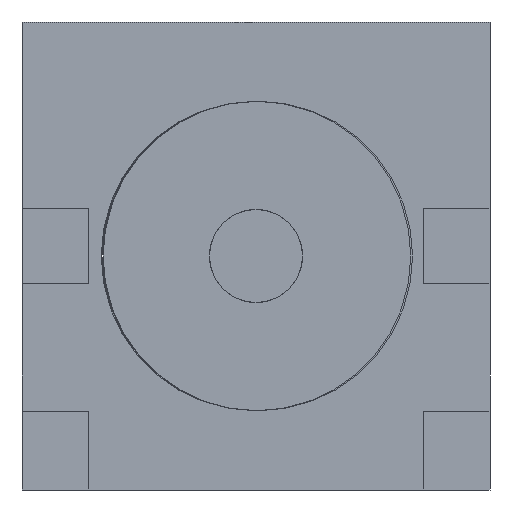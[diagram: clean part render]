
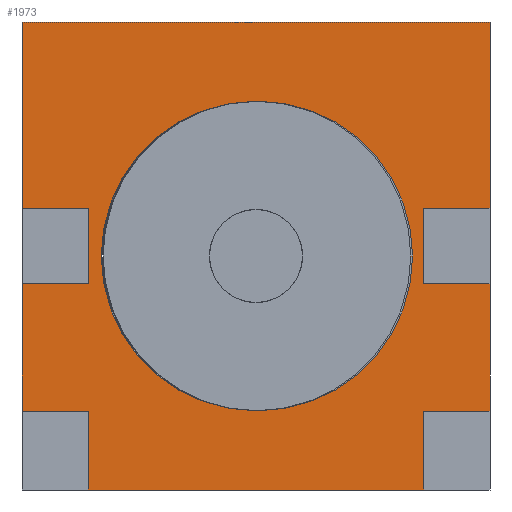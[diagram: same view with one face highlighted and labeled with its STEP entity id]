
A CAD part, front view. The second image highlights one B-rep face of the part: STEP entity #1973.
In plain terms, the highlighted planar face has unit normal (0, -1, 0).
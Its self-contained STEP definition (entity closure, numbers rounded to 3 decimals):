
#98=DIRECTION('',(0.,0.,1.));
#99=VECTOR('',#98,1.07);
#100=CARTESIAN_POINT('',(2.275,-1.65,-3.175));
#101=LINE('',#100,#99);
#102=DIRECTION('',(1.,0.,0.));
#103=VECTOR('',#102,4.55);
#104=CARTESIAN_POINT('',(-2.275,-1.65,-3.175));
#105=LINE('',#104,#103);
#106=DIRECTION('',(0.,0.,1.));
#107=VECTOR('',#106,1.07);
#108=CARTESIAN_POINT('',(-2.275,-1.65,-3.175));
#109=LINE('',#108,#107);
#110=DIRECTION('',(1.,0.,0.));
#111=VECTOR('',#110,0.9);
#112=CARTESIAN_POINT('',(-3.175,-1.65,-2.105));
#113=LINE('',#112,#111);
#114=DIRECTION('',(0.,0.,-1.));
#115=VECTOR('',#114,1.73);
#116=CARTESIAN_POINT('',(-3.175,-1.65,-0.375));
#117=LINE('',#116,#115);
#118=DIRECTION('',(1.,0.,0.));
#119=VECTOR('',#118,0.9);
#120=CARTESIAN_POINT('',(-3.175,-1.65,-0.375));
#121=LINE('',#120,#119);
#122=DIRECTION('',(0.,0.,1.));
#123=VECTOR('',#122,1.02);
#124=CARTESIAN_POINT('',(-2.275,-1.65,-0.375));
#125=LINE('',#124,#123);
#126=DIRECTION('',(1.,0.,0.));
#127=VECTOR('',#126,0.9);
#128=CARTESIAN_POINT('',(-3.175,-1.65,0.645));
#129=LINE('',#128,#127);
#130=DIRECTION('',(0.,0.,-1.));
#131=VECTOR('',#130,2.53);
#132=CARTESIAN_POINT('',(-3.175,-1.65,3.175));
#133=LINE('',#132,#131);
#134=DIRECTION('',(-1.,0.,0.));
#135=VECTOR('',#134,6.35);
#136=CARTESIAN_POINT('',(3.175,-1.65,3.175));
#137=LINE('',#136,#135);
#138=DIRECTION('',(0.,0.,1.));
#139=VECTOR('',#138,2.53);
#140=CARTESIAN_POINT('',(3.175,-1.65,0.645));
#141=LINE('',#140,#139);
#142=DIRECTION('',(-1.,0.,0.));
#143=VECTOR('',#142,0.9);
#144=CARTESIAN_POINT('',(3.175,-1.65,0.645));
#145=LINE('',#144,#143);
#146=DIRECTION('',(0.,0.,-1.));
#147=VECTOR('',#146,1.02);
#148=CARTESIAN_POINT('',(2.275,-1.65,0.645));
#149=LINE('',#148,#147);
#150=DIRECTION('',(-1.,0.,0.));
#151=VECTOR('',#150,0.9);
#152=CARTESIAN_POINT('',(3.175,-1.65,-0.375));
#153=LINE('',#152,#151);
#154=DIRECTION('',(0.,0.,1.));
#155=VECTOR('',#154,1.73);
#156=CARTESIAN_POINT('',(3.175,-1.65,-2.105));
#157=LINE('',#156,#155);
#158=DIRECTION('',(-1.,0.,0.));
#159=VECTOR('',#158,0.9);
#160=CARTESIAN_POINT('',(3.175,-1.65,-2.105));
#161=LINE('',#160,#159);
#162=CARTESIAN_POINT('',(0.,-1.65,0.));
#163=DIRECTION('',(0.,-1.,0.));
#164=DIRECTION('',(-1.,0.,0.));
#165=AXIS2_PLACEMENT_3D('',#162,#163,#164);
#167=CARTESIAN_POINT('',(0.,-1.65,0.));
#168=DIRECTION('',(0.,-1.,0.));
#169=DIRECTION('',(1.,0.,0.));
#170=AXIS2_PLACEMENT_3D('',#167,#168,#169);
#1685=CARTESIAN_POINT('',(3.175,-1.65,3.175));
#1686=CARTESIAN_POINT('',(-3.175,-1.65,3.175));
#1687=VERTEX_POINT('',#1685);
#1688=VERTEX_POINT('',#1686);
#1727=CARTESIAN_POINT('',(2.275,-1.65,-3.175));
#1728=CARTESIAN_POINT('',(2.275,-1.65,-2.105));
#1729=VERTEX_POINT('',#1727);
#1730=VERTEX_POINT('',#1728);
#1731=CARTESIAN_POINT('',(3.175,-1.65,-2.105));
#1732=VERTEX_POINT('',#1731);
#1733=CARTESIAN_POINT('',(2.275,-1.65,0.645));
#1734=CARTESIAN_POINT('',(2.275,-1.65,-0.375));
#1735=VERTEX_POINT('',#1733);
#1736=VERTEX_POINT('',#1734);
#1737=CARTESIAN_POINT('',(3.175,-1.65,-0.375));
#1738=VERTEX_POINT('',#1737);
#1739=CARTESIAN_POINT('',(3.175,-1.65,0.645));
#1740=VERTEX_POINT('',#1739);
#1741=CARTESIAN_POINT('',(-3.175,-1.65,-2.105));
#1742=CARTESIAN_POINT('',(-2.275,-1.65,-2.105));
#1743=VERTEX_POINT('',#1741);
#1744=VERTEX_POINT('',#1742);
#1745=CARTESIAN_POINT('',(-2.275,-1.65,-3.175));
#1746=VERTEX_POINT('',#1745);
#1747=CARTESIAN_POINT('',(-3.175,-1.65,0.645));
#1748=CARTESIAN_POINT('',(-2.275,-1.65,0.645));
#1749=VERTEX_POINT('',#1747);
#1750=VERTEX_POINT('',#1748);
#1751=CARTESIAN_POINT('',(-3.175,-1.65,-0.375));
#1752=CARTESIAN_POINT('',(-2.275,-1.65,-0.375));
#1753=VERTEX_POINT('',#1751);
#1754=VERTEX_POINT('',#1752);
#1818=CARTESIAN_POINT('',(-2.1,-1.65,0.));
#1819=CARTESIAN_POINT('',(2.1,-1.65,0.));
#1820=VERTEX_POINT('',#1818);
#1821=VERTEX_POINT('',#1819);
#1930=CARTESIAN_POINT('',(0.,-1.65,0.));
#1931=DIRECTION('',(0.,-1.,0.));
#1932=DIRECTION('',(1.,0.,0.));
#1933=AXIS2_PLACEMENT_3D('',#1930,#1931,#1932);
#1934=PLANE('',#1933);
#1936=ORIENTED_EDGE('',*,*,#1935,.F.);
#1938=ORIENTED_EDGE('',*,*,#1937,.F.);
#1940=ORIENTED_EDGE('',*,*,#1939,.T.);
#1942=ORIENTED_EDGE('',*,*,#1941,.F.);
#1943=ORIENTED_EDGE('',*,*,#1916,.F.);
#1945=ORIENTED_EDGE('',*,*,#1944,.T.);
#1947=ORIENTED_EDGE('',*,*,#1946,.T.);
#1949=ORIENTED_EDGE('',*,*,#1948,.F.);
#1950=ORIENTED_EDGE('',*,*,#1908,.F.);
#1952=ORIENTED_EDGE('',*,*,#1951,.F.);
#1954=ORIENTED_EDGE('',*,*,#1953,.F.);
#1956=ORIENTED_EDGE('',*,*,#1955,.T.);
#1958=ORIENTED_EDGE('',*,*,#1957,.T.);
#1960=ORIENTED_EDGE('',*,*,#1959,.F.);
#1962=ORIENTED_EDGE('',*,*,#1961,.F.);
#1964=ORIENTED_EDGE('',*,*,#1963,.T.);
#1965=EDGE_LOOP('',(#1936,#1938,#1940,#1942,#1943,#1945,#1947,#1949,#1950,#1952,
#1954,#1956,#1958,#1960,#1962,#1964));
#1966=FACE_OUTER_BOUND('',#1965,.F.);
#1968=ORIENTED_EDGE('',*,*,#1967,.T.);
#1970=ORIENTED_EDGE('',*,*,#1969,.T.);
#1971=EDGE_LOOP('',(#1968,#1970));
#1972=FACE_BOUND('',#1971,.F.);
#166=CIRCLE('',#165,2.1);
#171=CIRCLE('',#170,2.1);
#1908=EDGE_CURVE('',#1688,#1749,#133,.T.);
#1916=EDGE_CURVE('',#1753,#1743,#117,.T.);
#1935=EDGE_CURVE('',#1729,#1730,#101,.T.);
#1937=EDGE_CURVE('',#1746,#1729,#105,.T.);
#1939=EDGE_CURVE('',#1746,#1744,#109,.T.);
#1941=EDGE_CURVE('',#1743,#1744,#113,.T.);
#1944=EDGE_CURVE('',#1753,#1754,#121,.T.);
#1946=EDGE_CURVE('',#1754,#1750,#125,.T.);
#1948=EDGE_CURVE('',#1749,#1750,#129,.T.);
#1951=EDGE_CURVE('',#1687,#1688,#137,.T.);
#1953=EDGE_CURVE('',#1740,#1687,#141,.T.);
#1955=EDGE_CURVE('',#1740,#1735,#145,.T.);
#1957=EDGE_CURVE('',#1735,#1736,#149,.T.);
#1959=EDGE_CURVE('',#1738,#1736,#153,.T.);
#1961=EDGE_CURVE('',#1732,#1738,#157,.T.);
#1963=EDGE_CURVE('',#1732,#1730,#161,.T.);
#1967=EDGE_CURVE('',#1820,#1821,#166,.T.);
#1969=EDGE_CURVE('',#1821,#1820,#171,.T.);
#1973=ADVANCED_FACE('',(#1966,#1972),#1934,.T.);
